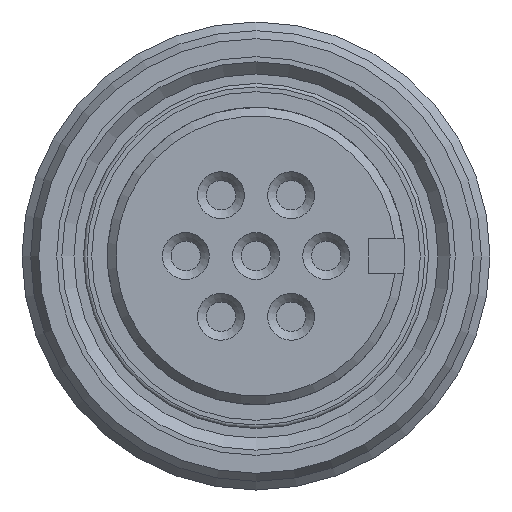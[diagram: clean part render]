
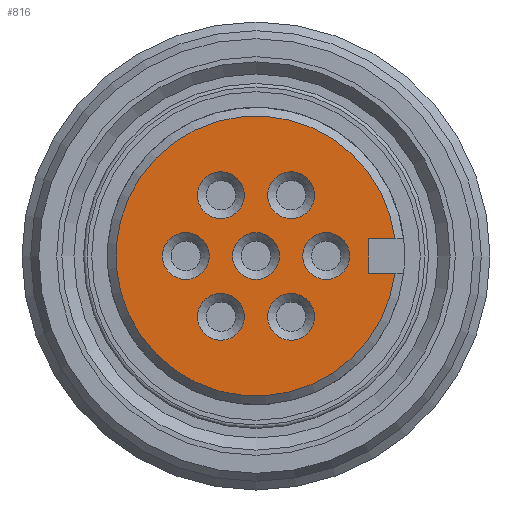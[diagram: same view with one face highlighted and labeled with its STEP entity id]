
A CAD part, left-side view. The second image highlights one B-rep face of the part: STEP entity #816.
In plain terms, the highlighted planar face has unit normal (-1, 0, 0).
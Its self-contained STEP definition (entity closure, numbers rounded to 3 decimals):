
#372=LINE('',#4324,#454);
#373=LINE('',#4327,#455);
#374=LINE('',#4329,#456);
#454=VECTOR('',#3627,1.);
#455=VECTOR('',#3628,1.);
#456=VECTOR('',#3629,1.);
#816=ADVANCED_FACE('F178',(#1099,#1100,#1101,#1102,#1103,#1104,#1105,#1106),
#984,.T.);
#984=PLANE('',#3208);
#1099=FACE_BOUND('',#1212,.T.);
#1100=FACE_BOUND('',#1213,.T.);
#1101=FACE_BOUND('',#1214,.T.);
#1102=FACE_BOUND('',#1215,.T.);
#1103=FACE_BOUND('',#1216,.T.);
#1104=FACE_BOUND('',#1217,.T.);
#1105=FACE_BOUND('',#1218,.T.);
#1106=FACE_BOUND('',#1219,.T.);
#1212=EDGE_LOOP('',(#1467,#1468,#1469,#1470));
#1213=EDGE_LOOP('',(#1471));
#1214=EDGE_LOOP('',(#1472));
#1215=EDGE_LOOP('',(#1473));
#1216=EDGE_LOOP('',(#1474));
#1217=EDGE_LOOP('',(#1475));
#1218=EDGE_LOOP('',(#1476));
#1219=EDGE_LOOP('',(#1477));
#1467=ORIENTED_EDGE('',*,*,#2553,.T.);
#1468=ORIENTED_EDGE('',*,*,#2554,.T.);
#1469=ORIENTED_EDGE('',*,*,#2555,.T.);
#1470=ORIENTED_EDGE('',*,*,#2556,.T.);
#1471=ORIENTED_EDGE('',*,*,#2552,.F.);
#1472=ORIENTED_EDGE('',*,*,#2551,.T.);
#1473=ORIENTED_EDGE('',*,*,#2550,.T.);
#1474=ORIENTED_EDGE('',*,*,#2549,.T.);
#1475=ORIENTED_EDGE('',*,*,#2548,.T.);
#1476=ORIENTED_EDGE('',*,*,#2547,.T.);
#1477=ORIENTED_EDGE('',*,*,#2546,.T.);
#2266=VERTEX_POINT('',#4304);
#2267=VERTEX_POINT('',#4307);
#2268=VERTEX_POINT('',#4310);
#2269=VERTEX_POINT('',#4313);
#2270=VERTEX_POINT('',#4316);
#2271=VERTEX_POINT('',#4319);
#2272=VERTEX_POINT('',#4322);
#2273=VERTEX_POINT('',#4325);
#2274=VERTEX_POINT('',#4326);
#2275=VERTEX_POINT('',#4328);
#2276=VERTEX_POINT('',#4330);
#2546=EDGE_CURVE('E353',#2266,#2266,#2967,.T.);
#2547=EDGE_CURVE('E350',#2267,#2267,#2968,.T.);
#2548=EDGE_CURVE('E347',#2268,#2268,#2969,.T.);
#2549=EDGE_CURVE('E344',#2269,#2269,#2970,.T.);
#2550=EDGE_CURVE('E341',#2270,#2270,#2971,.T.);
#2551=EDGE_CURVE('E338',#2271,#2271,#2972,.T.);
#2552=EDGE_CURVE('E417',#2272,#2272,#2973,.T.);
#2553=EDGE_CURVE('E464',#2273,#2274,#372,.T.);
#2554=EDGE_CURVE('E461',#2274,#2275,#373,.T.);
#2555=EDGE_CURVE('E457',#2275,#2276,#374,.T.);
#2556=EDGE_CURVE('E449',#2276,#2273,#2974,.T.);
#2967=CIRCLE('',#3193,1.35);
#2968=CIRCLE('',#3195,1.35);
#2969=CIRCLE('',#3197,1.35);
#2970=CIRCLE('',#3199,1.35);
#2971=CIRCLE('',#3201,1.35);
#2972=CIRCLE('',#3203,1.35);
#2973=CIRCLE('',#3205,1.35);
#2974=CIRCLE('',#3207,8.075);
#3193=AXIS2_PLACEMENT_3D('',#4303,#3599,#3600);
#3195=AXIS2_PLACEMENT_3D('',#4306,#3603,#3604);
#3197=AXIS2_PLACEMENT_3D('',#4309,#3607,#3608);
#3199=AXIS2_PLACEMENT_3D('',#4312,#3611,#3612);
#3201=AXIS2_PLACEMENT_3D('',#4315,#3615,#3616);
#3203=AXIS2_PLACEMENT_3D('',#4318,#3619,#3620);
#3205=AXIS2_PLACEMENT_3D('',#4321,#3623,#3624);
#3207=AXIS2_PLACEMENT_3D('',#4331,#3630,#3631);
#3208=AXIS2_PLACEMENT_3D('',#4332,#3632,#3633);
#3599=DIRECTION('',(1.,0.,0.));
#3600=DIRECTION('',(0.,0.,1.));
#3603=DIRECTION('',(1.,0.,0.));
#3604=DIRECTION('',(0.,0.,1.));
#3607=DIRECTION('',(1.,0.,0.));
#3608=DIRECTION('',(0.,0.,1.));
#3611=DIRECTION('',(1.,0.,0.));
#3612=DIRECTION('',(0.,0.,1.));
#3615=DIRECTION('',(1.,0.,0.));
#3616=DIRECTION('',(0.,0.,1.));
#3619=DIRECTION('',(1.,0.,0.));
#3620=DIRECTION('',(0.,0.,1.));
#3623=DIRECTION('',(-1.,0.,0.));
#3624=DIRECTION('',(0.,0.,-1.));
#3627=DIRECTION('',(0.,1.,0.));
#3628=DIRECTION('',(0.,0.,1.));
#3629=DIRECTION('',(0.,-1.,0.));
#3630=DIRECTION('',(-1.,0.,0.));
#3631=DIRECTION('',(0.,-1.,0.));
#3632=DIRECTION('',(-1.,0.,0.));
#3633=DIRECTION('',(0.,-1.,0.));
#4303=CARTESIAN_POINT('',(-72.574,34.061,-3.507));
#4304=CARTESIAN_POINT('',(-72.574,34.061,-2.157));
#4306=CARTESIAN_POINT('',(-72.574,34.061,3.507));
#4307=CARTESIAN_POINT('',(-72.574,34.061,4.857));
#4309=CARTESIAN_POINT('',(-72.574,30.011,3.507));
#4310=CARTESIAN_POINT('',(-72.574,30.011,4.857));
#4312=CARTESIAN_POINT('',(-72.574,27.986,0.));
#4313=CARTESIAN_POINT('',(-72.574,27.986,1.35));
#4315=CARTESIAN_POINT('',(-72.574,36.086,0.));
#4316=CARTESIAN_POINT('',(-72.574,36.086,1.35));
#4318=CARTESIAN_POINT('',(-72.574,30.011,-3.507));
#4319=CARTESIAN_POINT('',(-72.574,30.011,-2.157));
#4321=CARTESIAN_POINT('',(-72.574,32.036,0.));
#4322=CARTESIAN_POINT('',(-72.574,32.036,-1.35));
#4324=CARTESIAN_POINT('',(-72.574,24.779,-1.));
#4325=CARTESIAN_POINT('',(-72.574,24.023,-1.));
#4326=CARTESIAN_POINT('',(-72.574,25.536,-1.));
#4327=CARTESIAN_POINT('',(-72.574,25.536,0.));
#4328=CARTESIAN_POINT('',(-72.574,25.536,1.));
#4329=CARTESIAN_POINT('',(-72.574,24.779,1.));
#4330=CARTESIAN_POINT('',(-72.574,24.023,1.));
#4331=CARTESIAN_POINT('',(-72.574,32.036,0.));
#4332=CARTESIAN_POINT('',(-72.574,40.918,-8.882));
